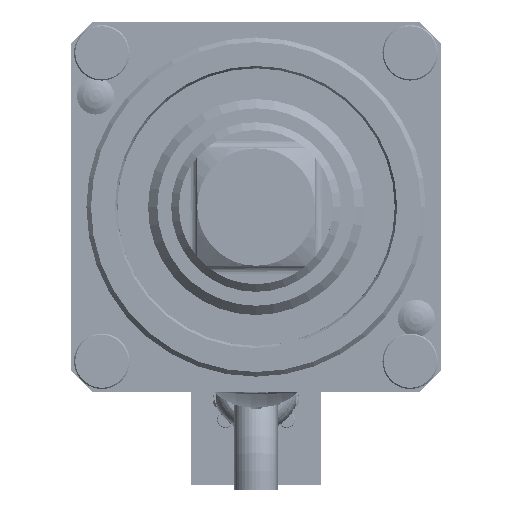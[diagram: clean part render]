
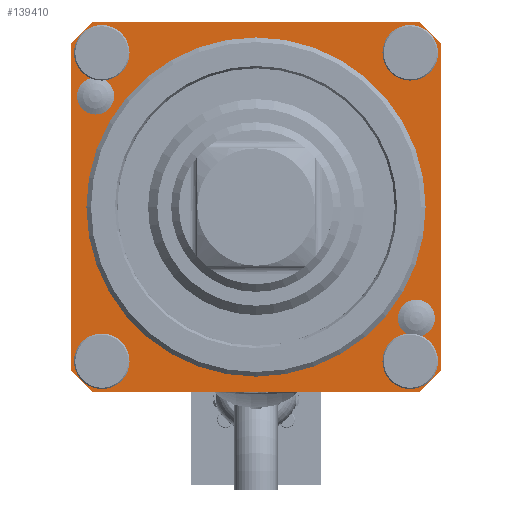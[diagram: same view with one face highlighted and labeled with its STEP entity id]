
A CAD part, left-side view. The second image highlights one B-rep face of the part: STEP entity #139410.
In plain terms, the highlighted planar face has unit normal (-1, 0, 0).
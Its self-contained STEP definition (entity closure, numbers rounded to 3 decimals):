
#728=FACE_BOUND('',#18918,.T.);
#729=FACE_BOUND('',#18919,.T.);
#730=FACE_BOUND('',#18920,.T.);
#731=FACE_BOUND('',#18921,.T.);
#732=FACE_BOUND('',#18922,.T.);
#733=FACE_BOUND('',#18923,.T.);
#734=FACE_BOUND('',#18924,.T.);
#2214=PLANE('',#147112);
#11545=FACE_OUTER_BOUND('',#18917,.T.);
#18917=EDGE_LOOP('',(#94304,#94305,#94306,#94307,#94308,#94309,#94310,#94311));
#18918=EDGE_LOOP('',(#94312));
#18919=EDGE_LOOP('',(#94313,#94314));
#18920=EDGE_LOOP('',(#94315,#94316));
#18921=EDGE_LOOP('',(#94317));
#18922=EDGE_LOOP('',(#94318,#94319));
#18923=EDGE_LOOP('',(#94320));
#18924=EDGE_LOOP('',(#94321));
#26982=CIRCLE('',#147110,0.6);
#26983=CIRCLE('',#147111,0.6);
#26984=CIRCLE('',#147113,8.);
#26985=CIRCLE('',#147114,8.);
#26986=CIRCLE('',#147115,8.);
#26987=CIRCLE('',#147116,8.);
#26988=CIRCLE('',#147117,5.5);
#26989=CIRCLE('',#147118,0.6);
#26990=CIRCLE('',#147119,0.6);
#26991=CIRCLE('',#147120,0.6);
#26992=CIRCLE('',#147121,0.6);
#26993=CIRCLE('',#147122,0.6);
#26994=CIRCLE('',#147123,0.6);
#26995=CIRCLE('',#147124,0.6);
#37530=LINE('',#203809,#47572);
#37531=LINE('',#203813,#47573);
#37532=LINE('',#203817,#47574);
#37533=LINE('',#203820,#47575);
#47572=VECTOR('',#162989,10.583);
#47573=VECTOR('',#162992,10.583);
#47574=VECTOR('',#162995,10.583);
#47575=VECTOR('',#162998,10.583);
#57882=VERTEX_POINT('',#203799);
#57883=VERTEX_POINT('',#203801);
#57884=VERTEX_POINT('',#203805);
#57885=VERTEX_POINT('',#203806);
#57886=VERTEX_POINT('',#203808);
#57887=VERTEX_POINT('',#203810);
#57888=VERTEX_POINT('',#203812);
#57889=VERTEX_POINT('',#203814);
#57890=VERTEX_POINT('',#203816);
#57891=VERTEX_POINT('',#203818);
#57892=VERTEX_POINT('',#203821);
#57893=VERTEX_POINT('',#203823);
#57894=VERTEX_POINT('',#203824);
#57895=VERTEX_POINT('',#203827);
#57896=VERTEX_POINT('',#203828);
#57897=VERTEX_POINT('',#203831);
#57898=VERTEX_POINT('',#203833);
#57899=VERTEX_POINT('',#203835);
#72313=EDGE_CURVE('',#57882,#57883,#26982,.T.);
#72314=EDGE_CURVE('',#57883,#57882,#26983,.T.);
#72315=EDGE_CURVE('',#57884,#57885,#26984,.T.);
#72316=EDGE_CURVE('',#57886,#57884,#37530,.T.);
#72317=EDGE_CURVE('',#57887,#57886,#26985,.T.);
#72318=EDGE_CURVE('',#57888,#57887,#37531,.T.);
#72319=EDGE_CURVE('',#57889,#57888,#26986,.T.);
#72320=EDGE_CURVE('',#57889,#57890,#37532,.T.);
#72321=EDGE_CURVE('',#57891,#57890,#26987,.T.);
#72322=EDGE_CURVE('',#57891,#57885,#37533,.T.);
#72323=EDGE_CURVE('',#57892,#57892,#26988,.T.);
#72324=EDGE_CURVE('',#57893,#57894,#26989,.T.);
#72325=EDGE_CURVE('',#57894,#57893,#26990,.T.);
#72326=EDGE_CURVE('',#57895,#57896,#26991,.T.);
#72327=EDGE_CURVE('',#57896,#57895,#26992,.T.);
#72328=EDGE_CURVE('',#57897,#57897,#26993,.T.);
#72329=EDGE_CURVE('',#57898,#57898,#26994,.T.);
#72330=EDGE_CURVE('',#57899,#57899,#26995,.T.);
#94304=ORIENTED_EDGE('',*,*,#72315,.F.);
#94305=ORIENTED_EDGE('',*,*,#72316,.F.);
#94306=ORIENTED_EDGE('',*,*,#72317,.F.);
#94307=ORIENTED_EDGE('',*,*,#72318,.F.);
#94308=ORIENTED_EDGE('',*,*,#72319,.F.);
#94309=ORIENTED_EDGE('',*,*,#72320,.T.);
#94310=ORIENTED_EDGE('',*,*,#72321,.F.);
#94311=ORIENTED_EDGE('',*,*,#72322,.T.);
#94312=ORIENTED_EDGE('',*,*,#72323,.F.);
#94313=ORIENTED_EDGE('',*,*,#72324,.T.);
#94314=ORIENTED_EDGE('',*,*,#72325,.T.);
#94315=ORIENTED_EDGE('',*,*,#72326,.T.);
#94316=ORIENTED_EDGE('',*,*,#72327,.T.);
#94317=ORIENTED_EDGE('',*,*,#72328,.F.);
#94318=ORIENTED_EDGE('',*,*,#72314,.F.);
#94319=ORIENTED_EDGE('',*,*,#72313,.F.);
#94320=ORIENTED_EDGE('',*,*,#72329,.F.);
#94321=ORIENTED_EDGE('',*,*,#72330,.F.);
#139410=ADVANCED_FACE('',(#11545,#728,#729,#730,#731,#732,#733,#734),#2214,
 .T.);
#147110=AXIS2_PLACEMENT_3D('',#203802,#162981,#162982);
#147111=AXIS2_PLACEMENT_3D('',#203803,#162983,#162984);
#147112=AXIS2_PLACEMENT_3D('',#203804,#162985,#162986);
#147113=AXIS2_PLACEMENT_3D('',#203807,#162987,#162988);
#147114=AXIS2_PLACEMENT_3D('',#203811,#162990,#162991);
#147115=AXIS2_PLACEMENT_3D('',#203815,#162993,#162994);
#147116=AXIS2_PLACEMENT_3D('',#203819,#162996,#162997);
#147117=AXIS2_PLACEMENT_3D('',#203822,#162999,#163000);
#147118=AXIS2_PLACEMENT_3D('',#203825,#163001,#163002);
#147119=AXIS2_PLACEMENT_3D('',#203826,#163003,#163004);
#147120=AXIS2_PLACEMENT_3D('',#203829,#163005,#163006);
#147121=AXIS2_PLACEMENT_3D('',#203830,#163007,#163008);
#147122=AXIS2_PLACEMENT_3D('',#203832,#163009,#163010);
#147123=AXIS2_PLACEMENT_3D('',#203834,#163011,#163012);
#147124=AXIS2_PLACEMENT_3D('',#203836,#163013,#163014);
#162981=DIRECTION('center_axis',(-1.,0.,0.));
#162982=DIRECTION('ref_axis',(0.,-1.,0.));
#162983=DIRECTION('center_axis',(-1.,0.,0.));
#162984=DIRECTION('ref_axis',(0.,-1.,0.));
#162985=DIRECTION('center_axis',(-1.,0.,0.));
#162986=DIRECTION('ref_axis',(0.,1.,0.));
#162987=DIRECTION('center_axis',(1.,0.,0.));
#162988=DIRECTION('ref_axis',(0.,0.75,0.661));
#162989=DIRECTION('',(0.,0.,1.));
#162990=DIRECTION('center_axis',(1.,0.,0.));
#162991=DIRECTION('ref_axis',(0.,0.661,-0.75));
#162992=DIRECTION('',(0.,1.,0.));
#162993=DIRECTION('center_axis',(1.,0.,0.));
#162994=DIRECTION('ref_axis',(0.,-0.75,
-0.661));
#162995=DIRECTION('',(0.,0.,1.));
#162996=DIRECTION('center_axis',(1.,0.,0.));
#162997=DIRECTION('ref_axis',(0.,-0.661,
0.75));
#162998=DIRECTION('',(0.,1.,0.));
#162999=DIRECTION('center_axis',(-1.,0.,0.));
#163000=DIRECTION('ref_axis',(0.,1.,0.));
#163001=DIRECTION('center_axis',(1.,0.,0.));
#163002=DIRECTION('ref_axis',(0.,-1.,0.));
#163003=DIRECTION('center_axis',(1.,0.,0.));
#163004=DIRECTION('ref_axis',(0.,-1.,0.));
#163005=DIRECTION('center_axis',(1.,0.,0.));
#163006=DIRECTION('ref_axis',(0.,-1.,0.));
#163007=DIRECTION('center_axis',(1.,0.,0.));
#163008=DIRECTION('ref_axis',(0.,-1.,0.));
#163009=DIRECTION('center_axis',(-1.,0.,0.));
#163010=DIRECTION('ref_axis',(0.,1.,0.));
#163011=DIRECTION('center_axis',(-1.,0.,0.));
#163012=DIRECTION('ref_axis',(0.,1.,0.));
#163013=DIRECTION('center_axis',(-1.,0.,0.));
#163014=DIRECTION('ref_axis',(0.,1.,0.));
#203799=CARTESIAN_POINT('',(-1.85,-4.4,5.));
#203801=CARTESIAN_POINT('',(-1.85,-5.6,5.));
#203802=CARTESIAN_POINT('Origin',(-1.85,-5.,5.));
#203803=CARTESIAN_POINT('Origin',(-1.85,-5.,5.));
#203804=CARTESIAN_POINT('Origin',(-1.85,0.,
0.));
#203805=CARTESIAN_POINT('',(-1.85,6.,5.292));
#203806=CARTESIAN_POINT('',(-1.85,5.292,6.));
#203807=CARTESIAN_POINT('Origin',(-1.85,0.,
0.));
#203808=CARTESIAN_POINT('',(-1.85,6.,-5.292));
#203809=CARTESIAN_POINT('',(-1.85,6.,-5.292));
#203810=CARTESIAN_POINT('',(-1.85,5.292,-6.));
#203811=CARTESIAN_POINT('Origin',(-1.85,0.,
0.));
#203812=CARTESIAN_POINT('',(-1.85,-5.292,-6.));
#203813=CARTESIAN_POINT('',(-1.85,-5.292,-6.));
#203814=CARTESIAN_POINT('',(-1.85,-6.,-5.292));
#203815=CARTESIAN_POINT('Origin',(-1.85,0.,
0.));
#203816=CARTESIAN_POINT('',(-1.85,-6.,5.292));
#203817=CARTESIAN_POINT('',(-1.85,-6.,-5.292));
#203818=CARTESIAN_POINT('',(-1.85,-5.292,6.));
#203819=CARTESIAN_POINT('Origin',(-1.85,0.,
0.));
#203820=CARTESIAN_POINT('',(-1.85,-5.292,6.));
#203821=CARTESIAN_POINT('',(-1.85,-5.5,0.));
#203822=CARTESIAN_POINT('Origin',(-1.85,0.,
0.));
#203823=CARTESIAN_POINT('',(-1.85,5.8,3.6));
#203824=CARTESIAN_POINT('',(-1.85,4.6,3.6));
#203825=CARTESIAN_POINT('Origin',(-1.85,5.2,3.6));
#203826=CARTESIAN_POINT('Origin',(-1.85,5.2,3.6));
#203827=CARTESIAN_POINT('',(-1.85,-4.6,-3.6));
#203828=CARTESIAN_POINT('',(-1.85,-5.8,-3.6));
#203829=CARTESIAN_POINT('Origin',(-1.85,-5.2,-3.6));
#203830=CARTESIAN_POINT('Origin',(-1.85,-5.2,-3.6));
#203831=CARTESIAN_POINT('',(-1.85,5.6,5.));
#203832=CARTESIAN_POINT('Origin',(-1.85,5.,5.));
#203833=CARTESIAN_POINT('',(-1.85,5.6,-5.));
#203834=CARTESIAN_POINT('Origin',(-1.85,5.,-5.));
#203835=CARTESIAN_POINT('',(-1.85,-4.4,-5.));
#203836=CARTESIAN_POINT('Origin',(-1.85,-5.,-5.));
